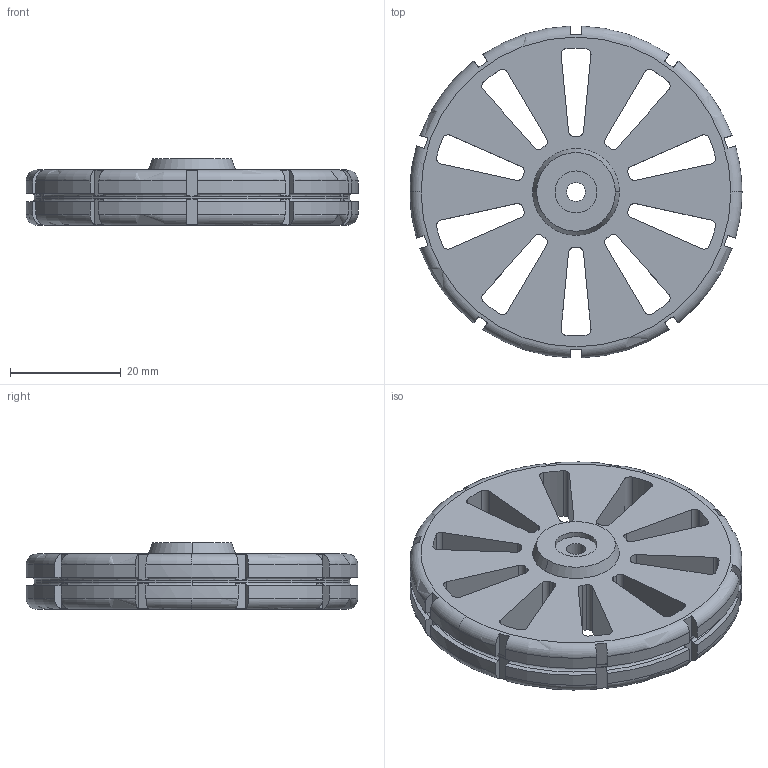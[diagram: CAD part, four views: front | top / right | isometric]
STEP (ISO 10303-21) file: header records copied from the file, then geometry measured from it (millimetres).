
FILE_DESCRIPTION (( 'STEP AP203' ), '1' );
FILE_NAME ('wheel.STEP', '2025-11-15T16:16:00', ( '' ), ( '' ), 'SwSTEP 2.0', 'SolidWorks 2025', '' );
FILE_SCHEMA (( 'CONFIG_CONTROL_DESIGN' ));
Length unit declared in the file: millimetre
Products named in the file (1): wheel
Bounding box: 60 x 59.97 x 12 mm (x, y, z)
Volume: 21061 mm3; surface area: 10599 mm2
Topology: 1 solids, 1 shells, 239 faces, 673 edges, 439 vertices
Faces by surface type: plane 119, cylinder 91, torus 27, cone 2
Entity records: 8354 total; most frequent: CARTESIAN_POINT 2108, ORIENTED_EDGE 1346, DIRECTION 1255, EDGE_CURVE 673, AXIS2_PLACEMENT_3D 482, VERTEX_POINT 439, VECTOR 291, LINE 291
